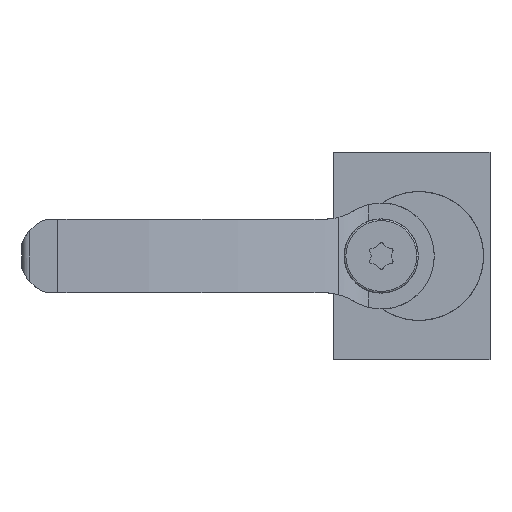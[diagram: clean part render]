
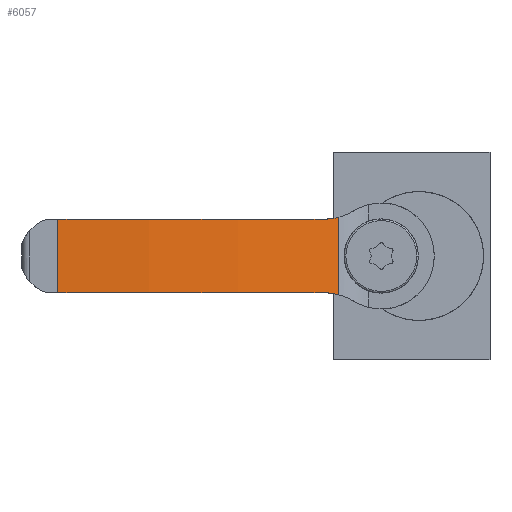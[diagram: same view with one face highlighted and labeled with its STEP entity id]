
A CAD part, left-side view. The second image highlights one B-rep face of the part: STEP entity #6057.
In plain terms, the highlighted cylindrical face has radius 165.841 mm (diameter 331.682 mm), a partial arc.
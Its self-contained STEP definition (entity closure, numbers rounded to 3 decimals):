
#838=CARTESIAN_POINT('',(-30.29,32.79,-30.9));
#839=CARTESIAN_POINT('',(-30.42,33.117,-30.811));
#840=CARTESIAN_POINT('',(-30.68,33.777,-30.663));
#841=CARTESIAN_POINT('',(-31.068,34.784,-30.53));
#842=CARTESIAN_POINT('',(-31.324,35.459,-30.5));
#843=CARTESIAN_POINT('',(-31.45,35.796,-30.5));
#1051=CARTESIAN_POINT('',(-31.45,35.796,-14.5));
#1052=CARTESIAN_POINT('',(-31.324,35.459,-14.5));
#1053=CARTESIAN_POINT('',(-31.068,34.784,
-14.47));
#1054=CARTESIAN_POINT('',(-30.68,33.777,
-14.337));
#1055=CARTESIAN_POINT('',(-30.42,33.117,
-14.189));
#1056=CARTESIAN_POINT('',(-30.29,32.79,
-14.1));
#1062=DIRECTION('',(0.,0.,1.));
#1063=VECTOR('',#1062,16.);
#1064=CARTESIAN_POINT('',(-42.,93.8,-30.5));
#1065=LINE('',#1064,#1063);
#1066=DIRECTION('',(0.,0.,-1.));
#1067=VECTOR('',#1066,16.8);
#1068=CARTESIAN_POINT('',(-30.29,32.79,
-14.1));
#1069=LINE('',#1068,#1067);
#1095=CARTESIAN_POINT('',(123.841,94.002,-30.5));
#1096=DIRECTION('',(0.,0.,1.));
#1097=DIRECTION('',(-1.,-0.001,0.));
#1098=AXIS2_PLACEMENT_3D('',#1095,#1096,#1097);
#1119=CARTESIAN_POINT('',(123.841,94.002,-14.5));
#1120=DIRECTION('',(0.,0.,-1.));
#1121=DIRECTION('',(-0.936,-0.351,0.));
#1122=AXIS2_PLACEMENT_3D('',#1119,#1120,#1121);
#3912=CARTESIAN_POINT('',(-31.45,35.796,-14.5));
#3913=VERTEX_POINT('',#3912);
#3914=VERTEX_POINT('',#1056);
#3925=CARTESIAN_POINT('',(-30.29,32.79,
-30.9));
#3926=VERTEX_POINT('',#3925);
#3927=VERTEX_POINT('',#843);
#3932=CARTESIAN_POINT('',(-42.,93.8,-30.5));
#3933=VERTEX_POINT('',#3932);
#3970=CARTESIAN_POINT('',(-42.,93.8,-14.5));
#3971=VERTEX_POINT('',#3970);
#6041=CARTESIAN_POINT('',(123.841,94.002,-31.236));
#6042=DIRECTION('',(0.,0.,1.));
#6043=DIRECTION('',(0.,1.,0.));
#6044=AXIS2_PLACEMENT_3D('',#6041,#6042,#6043);
#6045=CYLINDRICAL_SURFACE('',#6044,165.841);
#6046=ORIENTED_EDGE('',*,*,#5845,.T.);
#6048=ORIENTED_EDGE('',*,*,#6047,.F.);
#6050=ORIENTED_EDGE('',*,*,#6049,.T.);
#6052=ORIENTED_EDGE('',*,*,#6051,.F.);
#6053=ORIENTED_EDGE('',*,*,#6034,.T.);
#6054=ORIENTED_EDGE('',*,*,#5822,.T.);
#6055=EDGE_LOOP('',(#6046,#6048,#6050,#6052,#6053,#6054));
#6056=FACE_OUTER_BOUND('',#6055,.F.);
#6057=ADVANCED_FACE('',(#6056),#6045,.T.);
#844=B_SPLINE_CURVE_WITH_KNOTS('',3,(#838,#839,#840,#841,#842,#843),
.UNSPECIFIED.,.F.,.F.,(4,1,1,4),(0.,0.333,0.667,1.),
.UNSPECIFIED.);
#1057=B_SPLINE_CURVE_WITH_KNOTS('',3,(#1051,#1052,#1053,#1054,#1055,#1056),
.UNSPECIFIED.,.F.,.F.,(4,1,1,4),(0.,0.333,0.667,1.),
.UNSPECIFIED.);
#1099=CIRCLE('',#1098,165.841);
#1123=CIRCLE('',#1122,165.841);
#5822=EDGE_CURVE('',#3914,#3926,#1069,.T.);
#5845=EDGE_CURVE('',#3926,#3927,#844,.T.);
#6034=EDGE_CURVE('',#3913,#3914,#1057,.T.);
#6047=EDGE_CURVE('',#3933,#3927,#1099,.T.);
#6049=EDGE_CURVE('',#3933,#3971,#1065,.T.);
#6051=EDGE_CURVE('',#3913,#3971,#1123,.T.);
